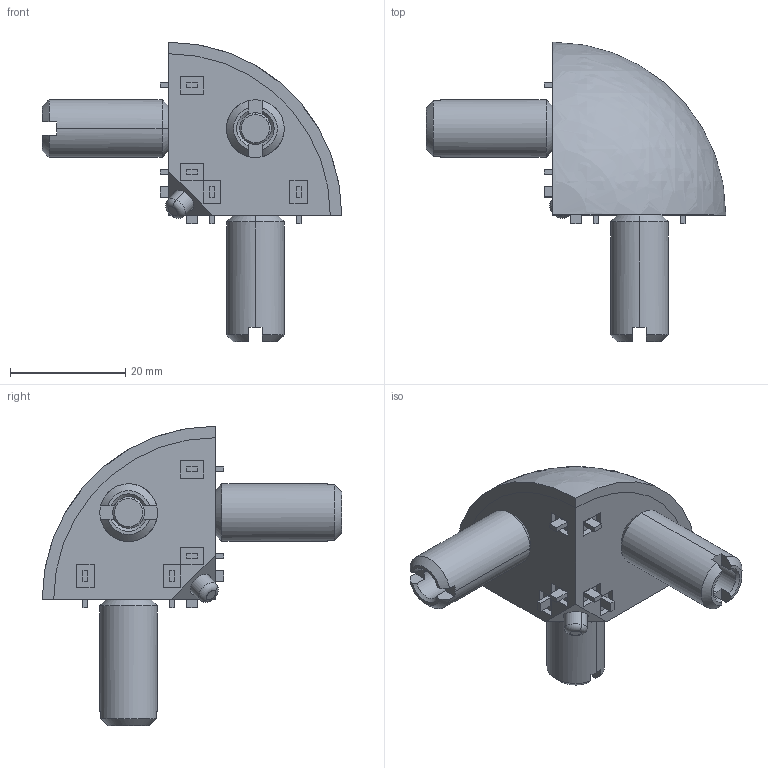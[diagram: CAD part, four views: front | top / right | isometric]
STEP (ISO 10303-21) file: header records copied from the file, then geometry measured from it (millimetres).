
FILE_DESCRIPTION (( 'STEP AP203' ), '1' );
FILE_NAME ('SNSS.30.70.03. 3-õ ñòîðîííèé ñîåäèíèòåëü 30õ30, ïàç 8(T18).STEP', '2017-08-24T10:18:03', ( '' ), ( '' ), 'SwSTEP 2.0', 'SolidWorks 2017', '' );
FILE_SCHEMA (( 'CONFIG_CONTROL_DESIGN' ));
Length unit declared in the file: millimetre
Products named in the file (5): socket countersunk head screw_din_DIN 7991 - M6 x 20 --- 20N; SNSS.30.70.03. 3-õ ñòîðîííèé ñîåäèíèòåëü 30õ30, ïàç 8(T18); SNSS.30.70.03. ﾎ魵瑙韃(T18)_00; SNSS.30.70.03. 青汶篪赅; SNSD.30.50.27. Âòóëêà ðåçüáîâàÿ Ì12 - Ì6(D09)_00
Assembly tree (8 placements, depth 2):
  SNSS.30.70.03. 3-õ ñòîðîííèé ñîåäèíèòåëü 30õ30, ïàç 8(T18)
    SNSS.30.70.03. ﾎ魵瑙韃(T18)_00
    SNSS.30.70.03. 青汶篪赅
    SNSD.30.50.27. Âòóëêà ðåçüáîâàÿ Ì12 - Ì6(D09)_00  x3
    socket countersunk head screw_din_DIN 7991 - M6 x 20 --- 20N  x3
Bounding box: 52 x 52 x 52 mm (x, y, z)
Volume: 19615.5 mm3; surface area: 19048.5 mm2
Topology: 10 solids, 10 shells, 333 faces, 813 edges, 511 vertices
Faces by surface type: plane 217, cylinder 50, cone 42, torus 12, bspline 6, sphere 6
Entity records: 7696 total; most frequent: CARTESIAN_POINT 1355, DIRECTION 1189, ORIENTED_EDGE 1162, EDGE_CURVE 581, LINE 411, VECTOR 411, AXIS2_PLACEMENT_3D 389, VERTEX_POINT 377
